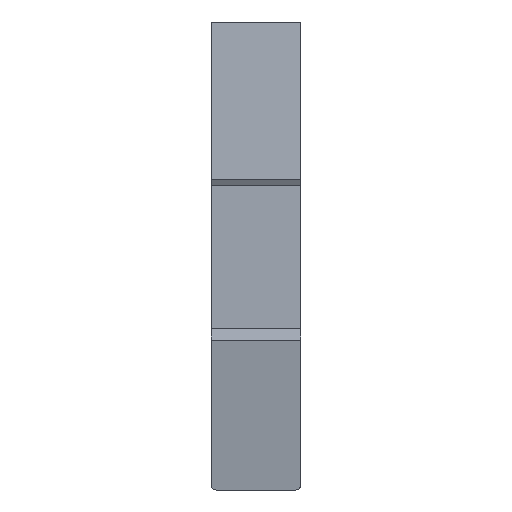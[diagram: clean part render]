
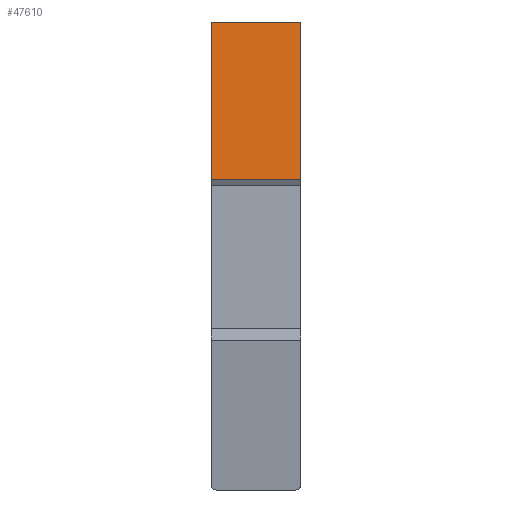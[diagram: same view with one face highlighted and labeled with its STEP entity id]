
A CAD part, front view. The second image highlights one B-rep face of the part: STEP entity #47610.
In plain terms, the highlighted planar face has unit normal (0, -0.997, 0.072).
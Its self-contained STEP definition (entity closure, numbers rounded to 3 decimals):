
#3257 = CARTESIAN_POINT ( 'NONE',  ( 17.5, -36.7, 16.64 ) ) ;
#4241 = LINE ( 'NONE', #19117, #18462 ) ;
#5175 = EDGE_CURVE ( 'NONE', #43220, #12050, #5946, .T. ) ;
#5222 = DIRECTION ( 'NONE',  ( 0., -0.072, -0.997 ) ) ;
#5946 = LINE ( 'NONE', #46267, #42885 ) ;
#6641 = LINE ( 'NONE', #29732, #11373 ) ;
#8524 = VERTEX_POINT ( 'NONE', #21282 ) ;
#9206 = EDGE_CURVE ( 'NONE', #8524, #29768, #28048, .T. ) ;
#11373 = VECTOR ( 'NONE', #40558, 1000. ) ;
#12050 = VERTEX_POINT ( 'NONE', #3257 ) ;
#12767 = CARTESIAN_POINT ( 'NONE',  ( 0., -36.7, 16.64 ) ) ;
#12863 = DIRECTION ( 'NONE',  ( 0., -0.997, 0.072 ) ) ;
#18462 = VECTOR ( 'NONE', #45276, 1000. ) ;
#19117 = CARTESIAN_POINT ( 'NONE',  ( -33.326, -34.5, 47.283 ) ) ;
#20190 = PLANE ( 'NONE',  #30038 ) ;
#20904 = DIRECTION ( 'NONE',  ( 0., -0.072, -0.997 ) ) ;
#21282 = CARTESIAN_POINT ( 'NONE',  ( 0., -34.5, 47.283 ) ) ;
#23395 = ORIENTED_EDGE ( 'NONE', *, *, #5175, .F. ) ;
#24186 = VECTOR ( 'NONE', #43264, 1000. ) ;
#25001 = ORIENTED_EDGE ( 'NONE', *, *, #43420, .F. ) ;
#28048 = LINE ( 'NONE', #39298, #24186 ) ;
#29732 = CARTESIAN_POINT ( 'NONE',  ( -33.326, -36.7, 16.64 ) ) ;
#29768 = VERTEX_POINT ( 'NONE', #12767 ) ;
#29956 = EDGE_LOOP ( 'NONE', ( #25001, #47990, #31114, #23395 ) ) ;
#30038 = AXIS2_PLACEMENT_3D ( 'NONE', #34142, #12863, #20904 ) ;
#31114 = ORIENTED_EDGE ( 'NONE', *, *, #47560, .T. ) ;
#34142 = CARTESIAN_POINT ( 'NONE',  ( -33.326, -36.7, 16.64 ) ) ;
#35845 = CARTESIAN_POINT ( 'NONE',  ( 17.5, -34.5, 47.283 ) ) ;
#39298 = CARTESIAN_POINT ( 'NONE',  ( 0., -36.7, 16.64 ) ) ;
#40558 = DIRECTION ( 'NONE',  ( 1., 0., 0. ) ) ;
#42885 = VECTOR ( 'NONE', #5222, 1000. ) ;
#43220 = VERTEX_POINT ( 'NONE', #35845 ) ;
#43264 = DIRECTION ( 'NONE',  ( 0., -0.072, -0.997 ) ) ;
#43420 = EDGE_CURVE ( 'NONE', #8524, #43220, #4241, .T. ) ;
#44956 = FACE_OUTER_BOUND ( 'NONE', #29956, .T. ) ;
#45276 = DIRECTION ( 'NONE',  ( 1., 0., 0. ) ) ;
#46267 = CARTESIAN_POINT ( 'NONE',  ( 17.5, -36.7, 16.64 ) ) ;
#47560 = EDGE_CURVE ( 'NONE', #29768, #12050, #6641, .T. ) ;
#47610 = ADVANCED_FACE ( 'NONE', ( #44956 ), #20190, .T. ) ;
#47990 = ORIENTED_EDGE ( 'NONE', *, *, #9206, .T. ) ;
